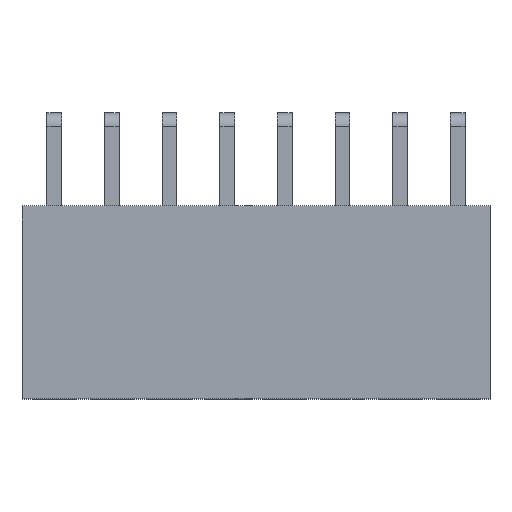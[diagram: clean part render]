
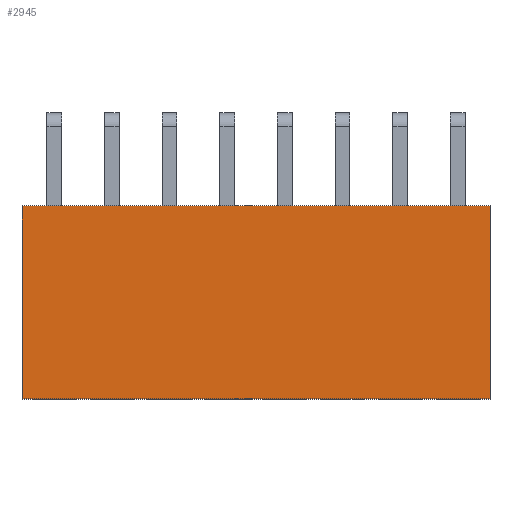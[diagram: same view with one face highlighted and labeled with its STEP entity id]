
A CAD part, top view. The second image highlights one B-rep face of the part: STEP entity #2945.
In plain terms, the highlighted planar face has unit normal (0, 0, 1).
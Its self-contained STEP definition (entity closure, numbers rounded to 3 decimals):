
#2945=ADVANCED_FACE('',(#9805),#9807,.T.);
#9805=FACE_BOUND('',#9806,.T.);
#9806=EDGE_LOOP('',(#15262,#15263,#15264,#15265));
#9807=PLANE('',#9808);
#9808=AXIS2_PLACEMENT_3D('',#9809,#9810,#9811);
#9809=CARTESIAN_POINT('',(19.2,-9.86,5.));
#9810=DIRECTION('',(0.,-0.,1.));
#9811=DIRECTION('',(0.,1.,0.));
#15262=ORIENTED_EDGE('',*,*,#19022,.T.);
#15263=ORIENTED_EDGE('',*,*,#19051,.T.);
#15264=ORIENTED_EDGE('',*,*,#19030,.F.);
#15265=ORIENTED_EDGE('',*,*,#19093,.F.);
#19022=EDGE_CURVE('',#21945,#21943,#21946,.T.);
#19030=EDGE_CURVE('',#21957,#21959,#21960,.T.);
#19051=EDGE_CURVE('',#21943,#21959,#21995,.T.);
#19093=EDGE_CURVE('',#21945,#21957,#22041,.T.);
#21943=VERTEX_POINT('',#27525);
#21945=VERTEX_POINT('',#27529);
#21946=LINE('',#27530,#27531);
#21957=VERTEX_POINT('',#27555);
#21959=VERTEX_POINT('',#27559);
#21960=LINE('',#27560,#27561);
#21995=LINE('',#27637,#27638);
#22041=LINE('',#27767,#27768);
#27525=CARTESIAN_POINT('',(19.2,-1.36,5.));
#27529=CARTESIAN_POINT('',(19.2,-9.86,5.));
#27530=CARTESIAN_POINT('',(19.2,-9.86,5.));
#27531=VECTOR('',#27532,1.);
#27532=DIRECTION('',(0.,1.,0.));
#27555=CARTESIAN_POINT('',(-1.42,-9.86,5.));
#27559=CARTESIAN_POINT('',(-1.42,-1.36,5.));
#27560=CARTESIAN_POINT('',(-1.42,-9.86,5.));
#27561=VECTOR('',#27562,1.);
#27562=DIRECTION('',(0.,1.,0.));
#27637=CARTESIAN_POINT('',(19.2,-1.36,5.));
#27638=VECTOR('',#27639,1.);
#27639=DIRECTION('',(-1.,0.,0.));
#27767=CARTESIAN_POINT('',(19.2,-9.86,5.));
#27768=VECTOR('',#27769,1.);
#27769=DIRECTION('',(-1.,0.,0.));
